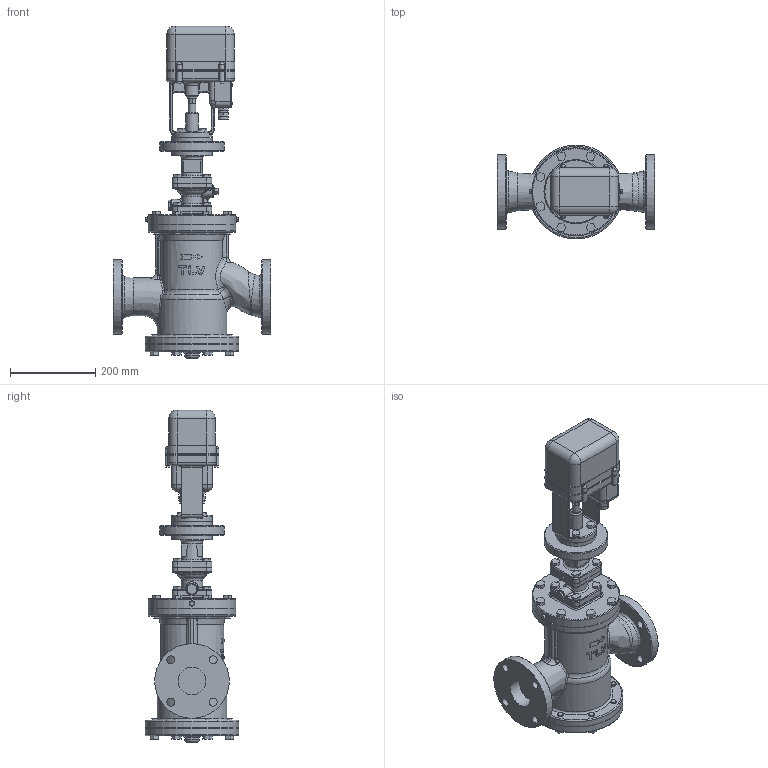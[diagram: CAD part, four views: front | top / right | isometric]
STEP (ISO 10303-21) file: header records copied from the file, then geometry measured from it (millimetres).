
FILE_DESCRIPTION(/* description */ (''),/* implementation_level */ '2;1');
FILE_NAME(/* name */ 'ccr16-065-jis10-00.stp',/* time_stamp */ '2018-01-23T14:46:16+09:00',/* author */ ('nakaot'),/* organization */ (''),/* preprocessor_version */ 'ST-DEVELOPER v15.6',/* originating_system */ 'Autodesk Inventor 2015',/* authorisation */ '');
FILE_SCHEMA (('CONFIG_CONTROL_DESIGN'));
Length unit declared in the file: millimetre
Products named in the file (1): ccr16-065-jis10-00
Bounding box: 370 x 220 x 778 mm (x, y, z)
Volume: 13388526.2 mm3; surface area: 881173.4 mm2
Topology: 1 solids, 1 shells, 1089 faces, 2662 edges, 1665 vertices
Faces by surface type: plane 574, cylinder 291, bspline 98, torus 98, sphere 18, cone 10
Full cylindrical faces by diameter (mm): 5.5 x4, 5.9 x4, 6 x4, 10 x12, 12 x34, 16.918 x1, 17 x1, 18 x1, 19 x8, 20 x2, 21 x1, 23 x1, 24 x2, 27 x1, 30 x2, 32 x1, 34 x1, 41.003 x1, 43.962 x1, 53.888 x1, 58.297 x1, 59.474 x1, 65 x2, 95 x3, 124.078 x1, 146.683 x1, 150 x1, 164 x1, 175 x2, 206 x2
Entity records: 36858 total; most frequent: CARTESIAN_POINT 12054, DIRECTION 5012, ORIENTED_EDGE 4992, EDGE_CURVE 2496, AXIS2_PLACEMENT_3D 1824, VERTEX_POINT 1644, EDGE_LOOP 1392, LINE 1364
